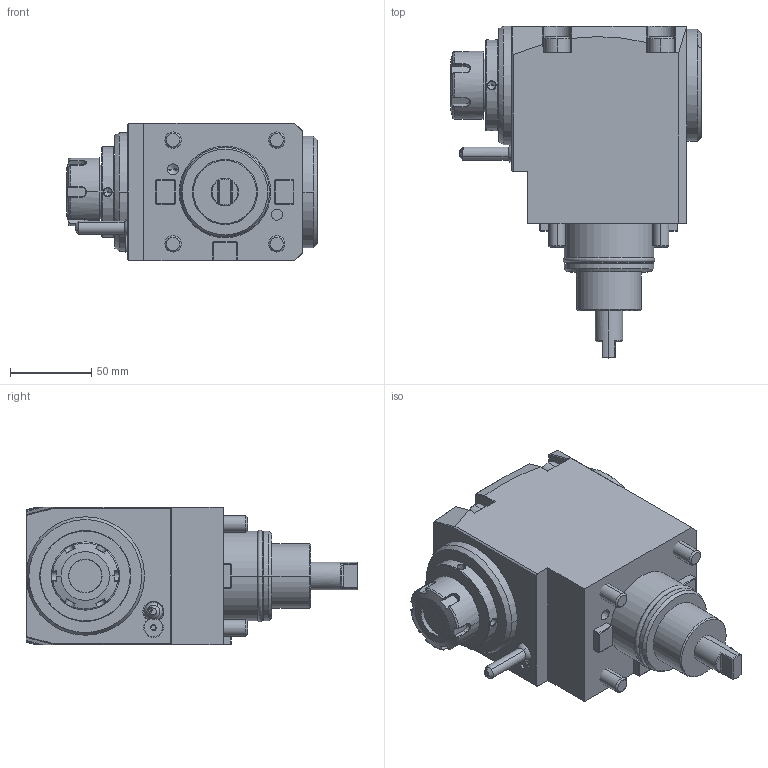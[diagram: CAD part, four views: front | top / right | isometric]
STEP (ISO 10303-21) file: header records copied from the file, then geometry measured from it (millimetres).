
FILE_DESCRIPTION((''),'2;1');
FILE_NAME('NGT2_55_201_25_1_3_85_EM1','2023-09-25T',('vali'),('NOVA GRUP'),'PRO/ENGINEER BY PARAMETRIC TECHNOLOGY CORPORATION, 2010280','PRO/ENGINEER BY PARAMETRIC TECHNOLOGY CORPORATION, 2010280','');
FILE_SCHEMA(('CONFIG_CONTROL_DESIGN'));
Length unit declared in the file: millimetre
Products named in the file (1): NGT2_55_201_25_1_3_85_EM1
Bounding box: 154.6 x 204.5 x 85 mm (x, y, z)
Volume: 1282252.1 mm3; surface area: 110438.7 mm2
Topology: 2 solids, 6 shells, 482 faces, 1143 edges, 699 vertices
Faces by surface type: plane 228, cylinder 109, cone 56, bspline 46, torus 28, extrusion 13, sphere 2
Entity records: 16424 total; most frequent: CARTESIAN_POINT 5802, ORIENTED_EDGE 2282, DIRECTION 1980, EDGE_CURVE 1141, VERTEX_POINT 699, VECTOR 662, AXIS2_PLACEMENT_3D 659, LINE 649
